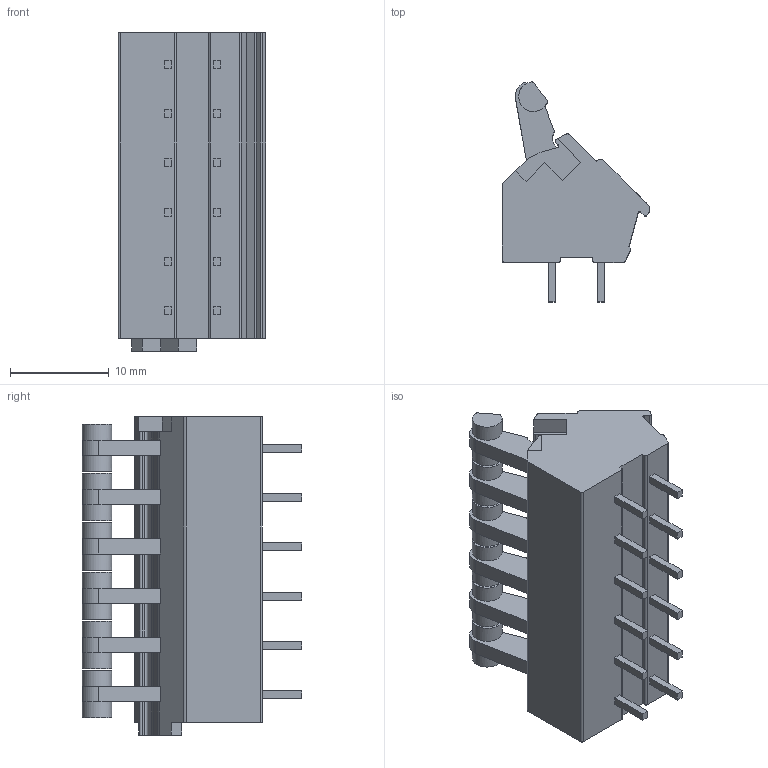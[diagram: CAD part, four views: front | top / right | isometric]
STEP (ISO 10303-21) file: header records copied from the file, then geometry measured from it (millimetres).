
FILE_DESCRIPTION((''),'2;1');
FILE_NAME('PRT0001','2024-10-15T09:57:37',('tluser'),(''),'CREO PARAMETRIC BY PTC INC, 2018100','CREO PARAMETRIC BY PTC INC, 2018100','');
FILE_SCHEMA(('CONFIG_CONTROL_DESIGN'));
Length unit declared in the file: millimetre
Products named in the file (1): PRT0001
Bounding box: 15 x 22.27 x 32.3 mm (x, y, z)
Volume: 4256 mm3; surface area: 2852.1 mm2
Topology: 1 solids, 1 shells, 480 faces, 1224 edges, 764 vertices
Faces by surface type: plane 225, cylinder 195, bspline 30, sphere 12, torus 12, cone 6
Entity records: 16964 total; most frequent: CARTESIAN_POINT 5432, ORIENTED_EDGE 2448, DIRECTION 2340, EDGE_CURVE 1224, VECTOR 780, LINE 780, AXIS2_PLACEMENT_3D 780, VERTEX_POINT 764
